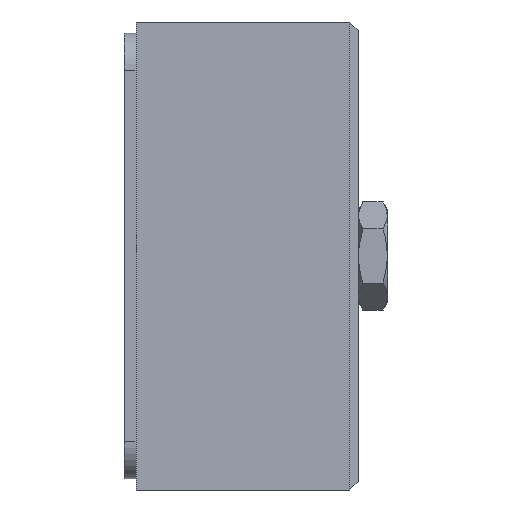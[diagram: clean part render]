
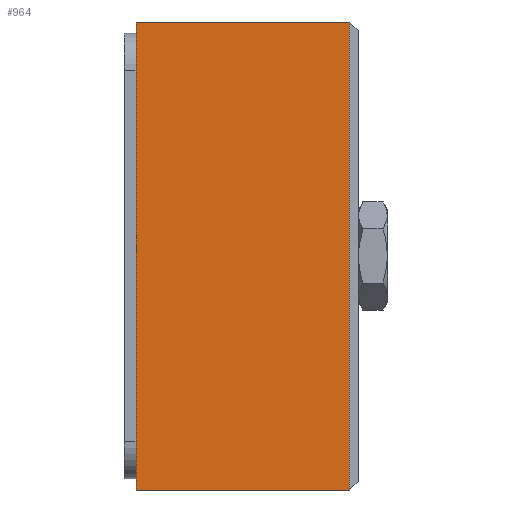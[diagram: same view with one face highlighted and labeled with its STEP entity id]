
A CAD part, left-side view. The second image highlights one B-rep face of the part: STEP entity #964.
In plain terms, the highlighted planar face has unit normal (-1, 0, 0).
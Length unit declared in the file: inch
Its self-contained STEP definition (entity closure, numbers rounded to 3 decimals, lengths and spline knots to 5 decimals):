
#6 = EDGE_CURVE ( 'NONE', #1159, #1992, #436, .T. ) ;
#14 = DIRECTION ( 'NONE',  ( 0., -1., 0. ) ) ;
#45 = VERTEX_POINT ( 'NONE', #1656 ) ;
#243 = LINE ( 'NONE', #1275, #1892 ) ;
#283 = EDGE_CURVE ( 'NONE', #1159, #760, #243, .T. ) ;
#436 = LINE ( 'NONE', #1010, #1661 ) ;
#501 = VECTOR ( 'NONE', #722, 39.37008 ) ;
#535 = CARTESIAN_POINT ( 'NONE',  ( -1.575, 0.03, 0.7875 ) ) ;
#585 = CARTESIAN_POINT ( 'NONE',  ( -1.575, 0.748, -0.7875 ) ) ;
#648 = ORIENTED_EDGE ( 'NONE', *, *, #6, .F. ) ;
#686 = ORIENTED_EDGE ( 'NONE', *, *, #283, .T. ) ;
#722 = DIRECTION ( 'NONE',  ( 0., -1., 0. ) ) ;
#759 = FACE_OUTER_BOUND ( 'NONE', #1284, .T. ) ;
#760 = VERTEX_POINT ( 'NONE', #868 ) ;
#868 = CARTESIAN_POINT ( 'NONE',  ( -1.575, 0.03, -0.7875 ) ) ;
#925 = CARTESIAN_POINT ( 'NONE',  ( -1.575, 0.748, 0.7875 ) ) ;
#964 = ADVANCED_FACE ( 'NONE', ( #759 ), #1903, .F. ) ;
#986 = AXIS2_PLACEMENT_3D ( 'NONE', #2053, #2058, #1100 ) ;
#1010 = CARTESIAN_POINT ( 'NONE',  ( -1.575, 0.748, 0.7875 ) ) ;
#1100 = DIRECTION ( 'NONE',  ( 0., 0., -1. ) ) ;
#1159 = VERTEX_POINT ( 'NONE', #585 ) ;
#1213 = LINE ( 'NONE', #535, #2059 ) ;
#1275 = CARTESIAN_POINT ( 'NONE',  ( -1.575, 0.748, -0.7875 ) ) ;
#1284 = EDGE_LOOP ( 'NONE', ( #686, #2060, #1926, #648 ) ) ;
#1337 = DIRECTION ( 'NONE',  ( 0., 0., 1. ) ) ;
#1347 = LINE ( 'NONE', #1369, #501 ) ;
#1369 = CARTESIAN_POINT ( 'NONE',  ( -1.575, 0.748, 0.7875 ) ) ;
#1494 = EDGE_CURVE ( 'NONE', #1992, #45, #1347, .T. ) ;
#1656 = CARTESIAN_POINT ( 'NONE',  ( -1.575, 0.03, 0.7875 ) ) ;
#1657 = DIRECTION ( 'NONE',  ( 0., 0., 1. ) ) ;
#1661 = VECTOR ( 'NONE', #1337, 39.37008 ) ;
#1776 = EDGE_CURVE ( 'NONE', #760, #45, #1213, .T. ) ;
#1892 = VECTOR ( 'NONE', #14, 39.37008 ) ;
#1903 = PLANE ( 'NONE',  #986 ) ;
#1926 = ORIENTED_EDGE ( 'NONE', *, *, #1494, .F. ) ;
#1992 = VERTEX_POINT ( 'NONE', #925 ) ;
#2053 = CARTESIAN_POINT ( 'NONE',  ( -1.575, 0.748, 0.7875 ) ) ;
#2058 = DIRECTION ( 'NONE',  ( 1., 0., 0. ) ) ;
#2059 = VECTOR ( 'NONE', #1657, 39.37008 ) ;
#2060 = ORIENTED_EDGE ( 'NONE', *, *, #1776, .T. ) ;
